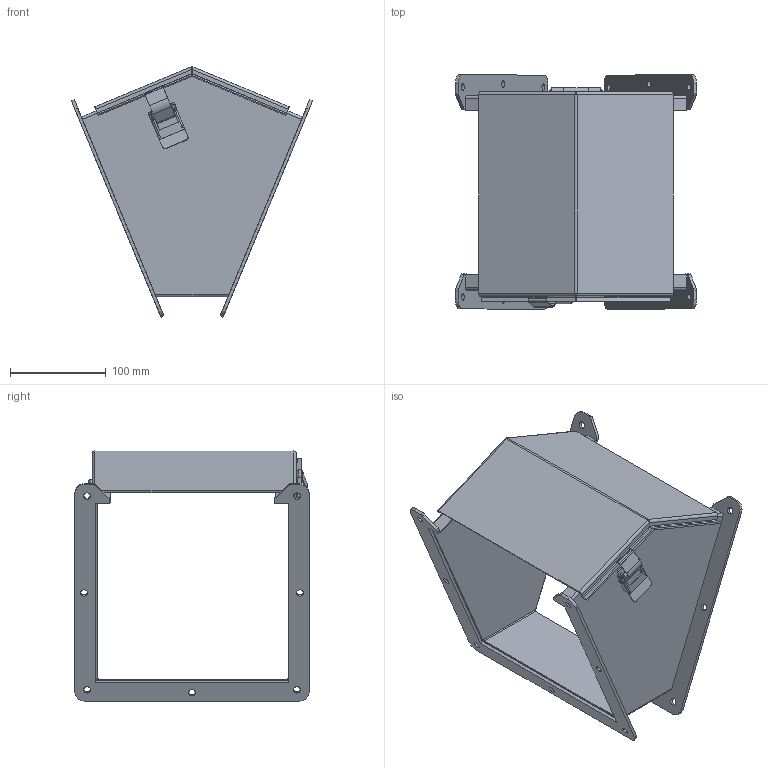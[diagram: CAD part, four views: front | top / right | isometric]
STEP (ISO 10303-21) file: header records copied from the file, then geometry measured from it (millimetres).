
FILE_DESCRIPTION (( 'STEP AP203' ), '1' );
FILE_NAME ('1485E4Q.step', '2020-11-19T14:39:41', ( 'ADC123' ), ( 'Microsoft' ), 'SwSTEP 2.0', 'SolidWorks 2019', '' );
FILE_SCHEMA (( 'CONFIG_CONTROL_DESIGN' ));
Length unit declared in the file: inch
Products named in the file (1): 1485E4Q
Bounding box: 251.76 x 244.47 x 261.31 mm (x, y, z)
Volume: 361587.3 mm3; surface area: 369951.9 mm2
Topology: 10 solids, 10 shells, 305 faces, 791 edges, 508 vertices
Faces by surface type: plane 178, cylinder 115, bspline 12
Full cylindrical faces by diameter (mm): 3.175 x2, 3.302 x2, 3.969 x2, 4.166 x2, 4.763 x3, 7.137 x14
Entity records: 9780 total; most frequent: CARTESIAN_POINT 2230, DIRECTION 1532, ORIENTED_EDGE 1522, EDGE_CURVE 761, VECTOR 518, LINE 518, VERTEX_POINT 507, AXIS2_PLACEMENT_3D 507
